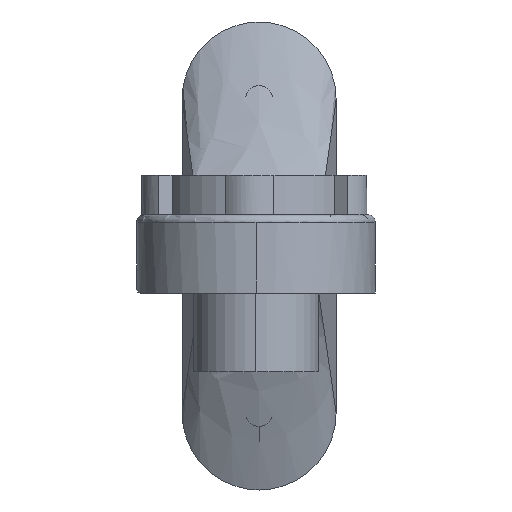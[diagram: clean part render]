
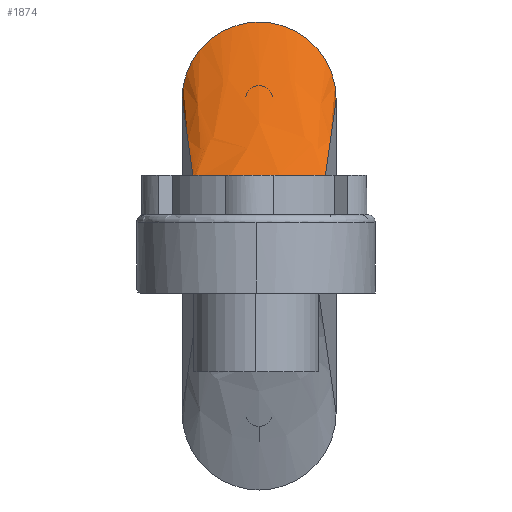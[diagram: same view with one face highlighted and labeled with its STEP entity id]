
A CAD part, left-side view. The second image highlights one B-rep face of the part: STEP entity #1874.
In plain terms, the highlighted free-form (B-spline) face has degree [3, 1] with [34, 2] control points.
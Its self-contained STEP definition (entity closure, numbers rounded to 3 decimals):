
#16 = CARTESIAN_POINT ( 'NONE',  ( 65.887, 8.305, 16.864 ) ) ;
#69 = CARTESIAN_POINT ( 'NONE',  ( 70.887, -6.309, 32.597 ) ) ;
#73 = CARTESIAN_POINT ( 'NONE',  ( 60.887, -1.672, 9. ) ) ;
#78 = CARTESIAN_POINT ( 'NONE',  ( 70.887, -4.335, 33.754 ) ) ;
#117 = EDGE_CURVE ( 'NONE', #1847, #849, #345, .T. ) ;
#126 = DIRECTION ( 'NONE',  ( 0.533, -0.118, 0.838 ) ) ;
#129 = CARTESIAN_POINT ( 'NONE',  ( 60.887, 4.023, 9. ) ) ;
#163 = CARTESIAN_POINT ( 'NONE',  ( 60.887, 3.706, 9. ) ) ;
#201 = CARTESIAN_POINT ( 'NONE',  ( 70.887, -10.186, 25.573 ) ) ;
#206 = CARTESIAN_POINT ( 'NONE',  ( 70.887, -5.694, 33.029 ) ) ;
#215 = CARTESIAN_POINT ( 'NONE',  ( 70.887, -9.477, 28.502 ) ) ;
#221 = CARTESIAN_POINT ( 'NONE',  ( 70.887, -1.212, 34.546 ) ) ;
#273 = ORIENTED_EDGE ( 'NONE', *, *, #117, .T. ) ;
#276 = CARTESIAN_POINT ( 'NONE',  ( 70.887, 9.177, 26.975 ) ) ;
#286 = CARTESIAN_POINT ( 'NONE',  ( 70.887, 7.852, 30.096 ) ) ;
#301 = CARTESIAN_POINT ( 'NONE',  ( 70.887, 7.067, 31.143 ) ) ;
#305 = CARTESIAN_POINT ( 'NONE',  ( 60.887, 7.186, 9. ) ) ;
#327 = FACE_OUTER_BOUND ( 'NONE', #706, .T. ) ;
#330 = VECTOR ( 'NONE', #126, 1000. ) ;
#345 = LINE ( 'NONE', #1385, #1811 ) ;
#362 = CARTESIAN_POINT ( 'NONE',  ( 60.887, -0.09, 9. ) ) ;
#366 = CARTESIAN_POINT ( 'NONE',  ( 70.887, -8.641, 30.096 ) ) ;
#371 = CARTESIAN_POINT ( 'NONE',  ( 70.887, -9.673, 27.98 ) ) ;
#429 = DIRECTION ( 'NONE',  ( 1., 0., 0. ) ) ;
#440 = CARTESIAN_POINT ( 'NONE',  ( 70.887, 8.884, 27.98 ) ) ;
#443 = DIRECTION ( 'NONE',  ( 0., 0., -1. ) ) ;
#456 = CARTESIAN_POINT ( 'NONE',  ( 70.887, 8.688, 28.502 ) ) ;
#503 = CARTESIAN_POINT ( 'NONE',  ( 70.887, -10.063, 26.491 ) ) ;
#507 = CARTESIAN_POINT ( 'NONE',  ( 60.887, -5.469, 9. ) ) ;
#512 = CARTESIAN_POINT ( 'NONE',  ( 70.887, 5.521, 32.597 ) ) ;
#519 = CARTESIAN_POINT ( 'NONE',  ( 60.887, -4.836, 9. ) ) ;
#552 = ORIENTED_EDGE ( 'NONE', *, *, #1224, .F. ) ;
#660 = CARTESIAN_POINT ( 'NONE',  ( 70.887, 2.803, 34.046 ) ) ;
#665 = CARTESIAN_POINT ( 'NONE',  ( 60.887, 0.859, 9. ) ) ;
#669 = CARTESIAN_POINT ( 'NONE',  ( 70.887, 6.602, 31.654 ) ) ;
#701 = LINE ( 'NONE', #1873, #330 ) ;
#706 = EDGE_LOOP ( 'NONE', ( #552, #1818, #273, #722 ) ) ;
#722 = ORIENTED_EDGE ( 'NONE', *, *, #1256, .T. ) ;
#724 = CARTESIAN_POINT ( 'NONE',  ( 60.887, 6.87, 9. ) ) ;
#729 = CARTESIAN_POINT ( 'NONE',  ( 70.887, 9.423, 25.138 ) ) ;
#796 = CARTESIAN_POINT ( 'NONE',  ( 70.887, -7.39, 31.654 ) ) ;
#802 = CARTESIAN_POINT ( 'NONE',  ( 70.887, 3.546, 33.754 ) ) ;
#811 = CARTESIAN_POINT ( 'NONE',  ( 60.887, -6.734, 9. ) ) ;
#839 = CARTESIAN_POINT ( 'NONE',  ( 60.887, -8., 9. ) ) ;
#849 = VERTEX_POINT ( 'NONE', #839 ) ;
#885 = CARTESIAN_POINT ( 'NONE',  ( 60.887, 6.554, 9. ) ) ;
#886 = VERTEX_POINT ( 'NONE', #966 ) ;
#928 = CARTESIAN_POINT ( 'NONE',  ( 60.887, -8., 9. ) ) ;
#934 = EDGE_CURVE ( 'NONE', #1477, #1847, #1734, .T. ) ;
#939 = CARTESIAN_POINT ( 'NONE',  ( 70.887, -2.03, 34.443 ) ) ;
#941 = CARTESIAN_POINT ( 'NONE',  ( 70.887, -3.592, 34.046 ) ) ;
#947 = DIRECTION ( 'NONE',  ( 0., -1., 0. ) ) ;
#949 = CARTESIAN_POINT ( 'NONE',  ( 60.887, 2.124, 9. ) ) ;
#952 = CARTESIAN_POINT ( 'NONE',  ( 60.887, -1.989, 9. ) ) ;
#966 = CARTESIAN_POINT ( 'NONE',  ( 70.887, -10.212, 24.729 ) ) ;
#968 = CARTESIAN_POINT ( 'NONE',  ( 70.887, 9.423, 24.729 ) ) ;
#1044 = DIRECTION ( 'NONE',  ( -0.533, -0.119, -0.838 ) ) ;
#1083 = CARTESIAN_POINT ( 'NONE',  ( 70.887, -10.212, 25.138 ) ) ;
#1089 = CARTESIAN_POINT ( 'NONE',  ( 60.887, -2.938, 9. ) ) ;
#1094 = CARTESIAN_POINT ( 'NONE',  ( 60.887, -6.418, 9. ) ) ;
#1097 = CARTESIAN_POINT ( 'NONE',  ( 60.887, -3.887, 9. ) ) ;
#1207 = CARTESIAN_POINT ( 'NONE',  ( 70.887, -10.212, 24.729 ) ) ;
#1220 = CARTESIAN_POINT ( 'NONE',  ( 60.887, -7.367, 9. ) ) ;
#1223 = CARTESIAN_POINT ( 'NONE',  ( 70.887, 0.424, 34.546 ) ) ;
#1224 = EDGE_CURVE ( 'NONE', #1477, #886, #1833, .T. ) ;
#1232 = CARTESIAN_POINT ( 'NONE',  ( 70.887, -7.856, 31.143 ) ) ;
#1239 = CARTESIAN_POINT ( 'NONE',  ( 60.887, 1.175, 9. ) ) ;
#1256 = EDGE_CURVE ( 'NONE', #849, #886, #701, .T. ) ;
#1289 = CARTESIAN_POINT ( 'NONE',  ( 70.887, -0.394, 24.729 ) ) ;
#1296 = CARTESIAN_POINT ( 'NONE',  ( 70.887, 9.398, 25.573 ) ) ;
#1307 = CARTESIAN_POINT ( 'NONE',  ( 60.887, 4.972, 9. ) ) ;
#1316 = CARTESIAN_POINT ( 'NONE',  ( 70.887, 9.275, 26.491 ) ) ;
#1327 = CARTESIAN_POINT ( 'NONE',  ( 70.887, 8.173, 29.56 ) ) ;
#1376 = CARTESIAN_POINT ( 'NONE',  ( 60.887, -7.684, 9. ) ) ;
#1379 = CARTESIAN_POINT ( 'NONE',  ( 70.887, 1.242, 34.443 ) ) ;
#1385 = CARTESIAN_POINT ( 'NONE',  ( 60.887, 0., 9. ) ) ;
#1387 = CARTESIAN_POINT ( 'NONE',  ( 60.887, -0.723, 9. ) ) ;
#1391 = CARTESIAN_POINT ( 'NONE',  ( 60.887, -5.785, 9. ) ) ;
#1461 = CARTESIAN_POINT ( 'NONE',  ( 60.887, 7.186, 9. ) ) ;
#1477 = VERTEX_POINT ( 'NONE', #968 ) ;
#1498 = CARTESIAN_POINT ( 'NONE',  ( 60.887, 3.073, 9. ) ) ;
#1513 = B_SPLINE_SURFACE_WITH_KNOTS ( 'NONE', 3, 1, ( 
 ( #1207, #928 ),
 ( #1083, #1376 ),
 ( #201, #1220 ),
 ( #503, #811 ),
 ( #1686, #1094 ),
 ( #371, #1391 ),
 ( #215, #507 ),
 ( #1678, #519 ),
 ( #366, #1829 ),
 ( #1232, #1097 ),
 ( #796, #1816 ),
 ( #69, #1089 ),
 ( #206, #1823 ),
 ( #78, #952 ),
 ( #941, #73 ),
 ( #939, #1536 ),
 ( #221, #1387 ),
 ( #1223, #362 ),
 ( #1379, #1533 ),
 ( #660, #665 ),
 ( #802, #1239 ),
 ( #1540, #1826 ),
 ( #512, #949 ),
 ( #669, #1691 ),
 ( #301, #1498 ),
 ( #286, #163 ),
 ( #1327, #129 ),
 ( #456, #1610 ),
 ( #440, #1307 ),
 ( #276, #1597 ),
 ( #1316, #1757 ),
 ( #1296, #885 ),
 ( #729, #724 ),
 ( #1619, #1461 ) ),
 .UNSPECIFIED., .F., .F., .F.,
 ( 4, 2, 2, 2, 2, 2, 2, 2, 2, 2, 2, 2, 2, 2, 2, 2, 4 ),
 ( 2, 2 ),
 ( 0., 0.063, 0.125, 0.188, 0.25, 0.313, 0.375, 0.438, 0.5, 0.563, 0.625, 0.688, 0.75, 0.813, 0.875, 0.938, 1. ),
 ( 0., 1. ),
 .UNSPECIFIED. ) ;
#1533 = CARTESIAN_POINT ( 'NONE',  ( 60.887, 0.226, 9. ) ) ;
#1536 = CARTESIAN_POINT ( 'NONE',  ( 60.887, -1.04, 9. ) ) ;
#1540 = CARTESIAN_POINT ( 'NONE',  ( 70.887, 4.905, 33.029 ) ) ;
#1597 = CARTESIAN_POINT ( 'NONE',  ( 60.887, 5.605, 9. ) ) ;
#1610 = CARTESIAN_POINT ( 'NONE',  ( 60.887, 4.655, 9. ) ) ;
#1619 = CARTESIAN_POINT ( 'NONE',  ( 70.887, 9.423, 24.729 ) ) ;
#1648 = AXIS2_PLACEMENT_3D ( 'NONE', #1289, #429, #443 ) ;
#1678 = CARTESIAN_POINT ( 'NONE',  ( 70.887, -8.961, 29.56 ) ) ;
#1686 = CARTESIAN_POINT ( 'NONE',  ( 70.887, -9.966, 26.975 ) ) ;
#1691 = CARTESIAN_POINT ( 'NONE',  ( 60.887, 2.757, 9. ) ) ;
#1734 = LINE ( 'NONE', #16, #1862 ) ;
#1757 = CARTESIAN_POINT ( 'NONE',  ( 60.887, 5.921, 9. ) ) ;
#1811 = VECTOR ( 'NONE', #947, 1000. ) ;
#1816 = CARTESIAN_POINT ( 'NONE',  ( 60.887, -3.571, 9. ) ) ;
#1818 = ORIENTED_EDGE ( 'NONE', *, *, #934, .T. ) ;
#1823 = CARTESIAN_POINT ( 'NONE',  ( 60.887, -2.621, 9. ) ) ;
#1826 = CARTESIAN_POINT ( 'NONE',  ( 60.887, 1.808, 9. ) ) ;
#1829 = CARTESIAN_POINT ( 'NONE',  ( 60.887, -4.52, 9. ) ) ;
#1833 = CIRCLE ( 'NONE', #1648, 9.818 ) ;
#1847 = VERTEX_POINT ( 'NONE', #305 ) ;
#1862 = VECTOR ( 'NONE', #1044, 1000. ) ;
#1873 = CARTESIAN_POINT ( 'NONE',  ( 65.887, -9.106, 16.864 ) ) ;
#1874 = ADVANCED_FACE ( 'NONE', ( #327 ), #1513, .T. ) ;
